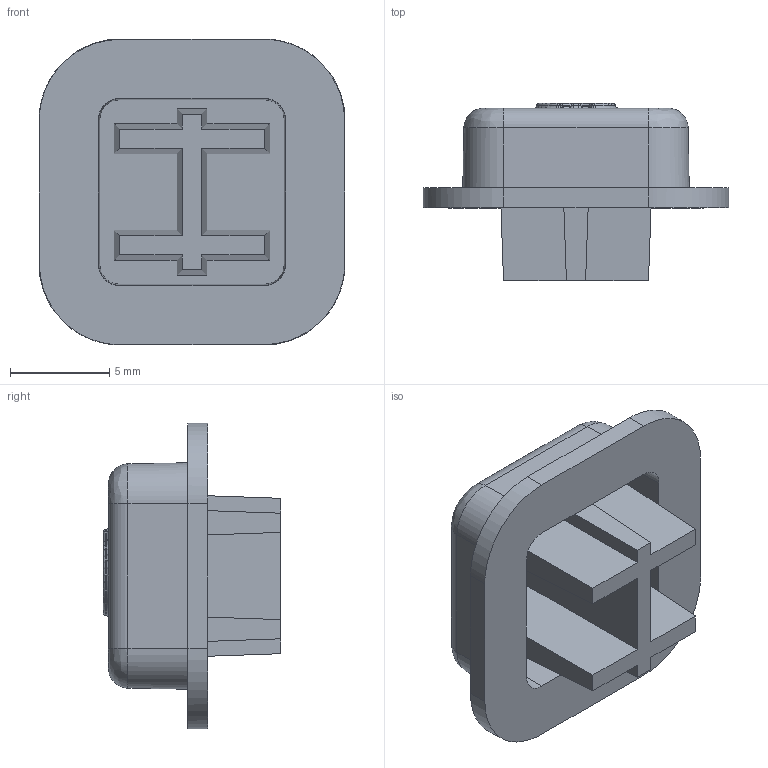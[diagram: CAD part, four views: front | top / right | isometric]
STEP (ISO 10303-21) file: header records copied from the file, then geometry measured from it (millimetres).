
FILE_DESCRIPTION (( 'STEP AP214' ), '1' );
FILE_NAME ('13766-4004-R3_Snap_button.STEP', '2014-05-05T17:04:13', ( '' ), ( '' ), 'SwSTEP 2.0', 'SolidWorks 2013', '' );
FILE_SCHEMA (( 'AUTOMOTIVE_DESIGN' ));
Length unit declared in the file: millimetre
Products named in the file (1): 13766-4004-R3_Snap_button
Bounding box: 15.39 x 8.91 x 15.39 mm (x, y, z)
Volume: 563.5 mm3; surface area: 1114.3 mm2
Topology: 1 solids, 1 shells, 115 faces, 284 edges, 168 vertices
Faces by surface type: plane 45, cylinder 28, bspline 20, torus 14, sphere 8
Entity records: 4054 total; most frequent: CARTESIAN_POINT 1420, ORIENTED_EDGE 552, DIRECTION 518, EDGE_CURVE 276, AXIS2_PLACEMENT_3D 178, VERTEX_POINT 168, VECTOR 162, LINE 162
